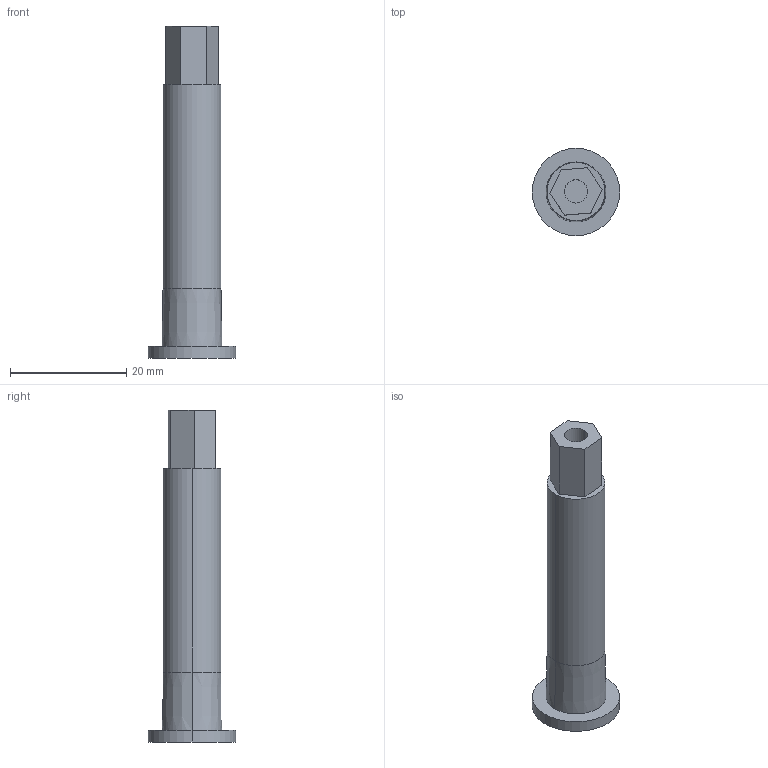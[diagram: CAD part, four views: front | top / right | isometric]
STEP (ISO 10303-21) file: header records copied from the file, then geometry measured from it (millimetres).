
FILE_DESCRIPTION (( 'STEP AP203' ), '1' );
FILE_NAME ('rear bearing axel.STEP', '2024-10-02T22:20:42', ( '' ), ( '' ), 'SwSTEP 2.0', 'SolidWorks 2023', '' );
FILE_SCHEMA (( 'CONFIG_CONTROL_DESIGN' ));
Length unit declared in the file: millimetre
Products named in the file (1): rear bearing axel
Bounding box: 15 x 15 x 57 mm (x, y, z)
Volume: 4097.7 mm3; surface area: 2400.6 mm2
Topology: 1 solids, 1 shells, 28 faces, 60 edges, 38 vertices
Faces by surface type: plane 16, cylinder 8, cone 4
Entity records: 849 total; most frequent: CARTESIAN_POINT 151, DIRECTION 134, ORIENTED_EDGE 120, EDGE_CURVE 60, AXIS2_PLACEMENT_3D 49, VERTEX_POINT 38, VECTOR 36, LINE 36
